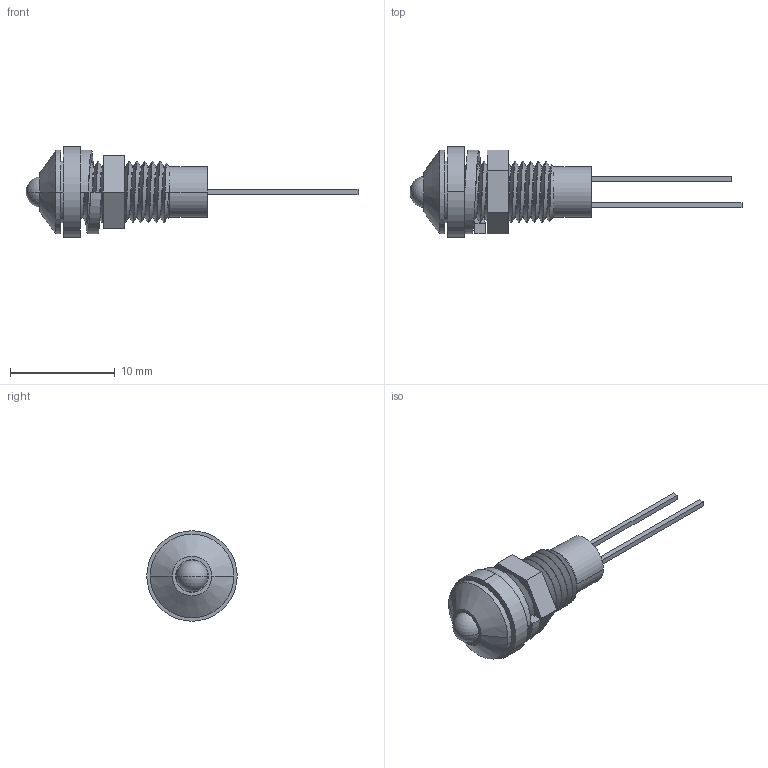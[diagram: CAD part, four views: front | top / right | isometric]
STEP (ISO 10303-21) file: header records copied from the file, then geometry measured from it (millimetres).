
FILE_DESCRIPTION (( 'STEP AP214' ), '1' );
FILE_NAME ('CDLB-0.STEP', '2019-04-30T18:19:01', ( 'user' ), ( 'Microsoft' ), 'SwSTEP 2.0', 'SolidWorks 2018', '' );
FILE_SCHEMA (( 'AUTOMOTIVE_DESIGN' ));
Length unit declared in the file: foot
Products named in the file (6): CDLB-0; 21368-INCLUDED HEX NUT; 21087-3MM LED; 21368-INCLUDED WASHER; 21365-002_GASKET; 21368-CD HOUSING_21368-002[LONG BODY]
Assembly tree (5 placements, depth 2):
  CDLB-0
    21368-CD HOUSING_21368-002[LONG BODY]
    21365-002_GASKET
    21368-INCLUDED WASHER
    21087-3MM LED
    21368-INCLUDED HEX NUT
Bounding box: 31.7 x 8.64 x 8.64 mm (x, y, z)
Volume: 315.6 mm3; surface area: 1178.9 mm2
Topology: 5 solids, 5 shells, 119 faces, 311 edges, 204 vertices
Faces by surface type: cylinder 70, plane 36, bspline 6, cone 5, sphere 2
Entity records: 5378 total; most frequent: CARTESIAN_POINT 2343, ORIENTED_EDGE 618, DIRECTION 492, EDGE_CURVE 309, VERTEX_POINT 204, AXIS2_PLACEMENT_3D 171, VECTOR 150, LINE 150
